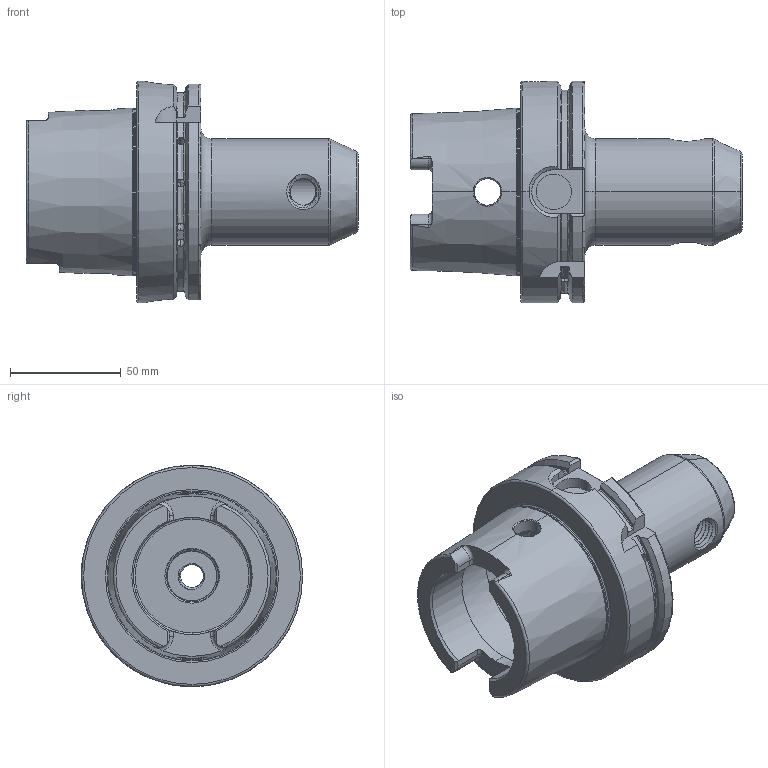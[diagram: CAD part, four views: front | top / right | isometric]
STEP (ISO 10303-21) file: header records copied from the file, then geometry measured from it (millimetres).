
FILE_DESCRIPTION (( 'STEP AP203' ), '1' );
FILE_NAME ('A100.05.16.STEP', '2016-10-07T10:49:30', ( '' ), ( '' ), 'SwSTEP 2.0', 'SolidWorks 2012', '' );
FILE_SCHEMA (( 'CONFIG_CONTROL_DESIGN' ));
Length unit declared in the file: millimetre
Products named in the file (1): A100.05.16
Bounding box: 150 x 100 x 100 mm (x, y, z)
Volume: 360670 mm3; surface area: 65628.5 mm2
Topology: 1 solids, 1 shells, 263 faces, 719 edges, 457 vertices
Faces by surface type: cylinder 116, plane 47, torus 37, cone 34, bspline 27, sphere 2
Entity records: 32378 total; most frequent: CARTESIAN_POINT 26383, ORIENTED_EDGE 1418, DIRECTION 1044, EDGE_CURVE 709, VERTEX_POINT 457, AXIS2_PLACEMENT_3D 422, EDGE_LOOP 280, FACE_OUTER_BOUND 263
